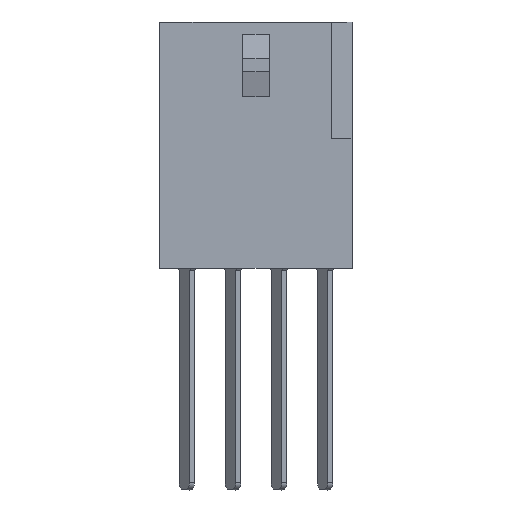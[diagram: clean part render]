
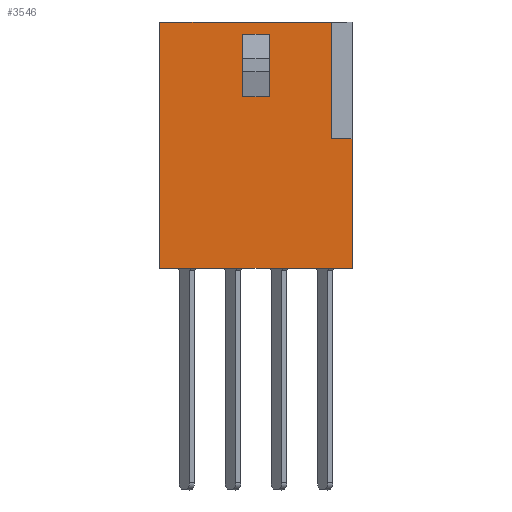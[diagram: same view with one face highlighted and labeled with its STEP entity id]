
A CAD part, top view. The second image highlights one B-rep face of the part: STEP entity #3546.
In plain terms, the highlighted planar face has unit normal (0, 0, 1).
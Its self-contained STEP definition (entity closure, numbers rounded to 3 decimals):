
#31 = CARTESIAN_POINT ( 'NONE',  ( 14.211, 0., 2.54 ) ) ;
#126 = VECTOR ( 'NONE', #1969, 1000. ) ;
#151 = DIRECTION ( 'NONE',  ( 0., 1., 0. ) ) ;
#157 = CARTESIAN_POINT ( 'NONE',  ( 7.087, 8.991, 2.54 ) ) ;
#341 = VECTOR ( 'NONE', #3601, 1000. ) ;
#421 = VECTOR ( 'NONE', #151, 1000. ) ;
#660 = PLANE ( 'NONE',  #6318 ) ;
#856 = DIRECTION ( 'NONE',  ( -1., 0., 0. ) ) ;
#917 = CARTESIAN_POINT ( 'NONE',  ( 4.801, 3.608, 2.54 ) ) ;
#938 = CARTESIAN_POINT ( 'NONE',  ( 14.211, -11.176, 2.54 ) ) ;
#1014 = EDGE_CURVE ( 'NONE', #6174, #5553, #5901, .T. ) ;
#1064 = CARTESIAN_POINT ( 'NONE',  ( 4.801, 8.991, 2.54 ) ) ;
#1153 = EDGE_LOOP ( 'NONE', ( #3900, #1595, #3924, #5726 ) ) ;
#1198 = CARTESIAN_POINT ( 'NONE',  ( 9.32, 8.991, 2.54 ) ) ;
#1217 = DIRECTION ( 'NONE',  ( 1., 0., 0. ) ) ;
#1290 = VERTEX_POINT ( 'NONE', #938 ) ;
#1455 = LINE ( 'NONE', #2305, #421 ) ;
#1496 = VERTEX_POINT ( 'NONE', #157 ) ;
#1516 = CARTESIAN_POINT ( 'NONE',  ( -2.324, 10.033, 2.54 ) ) ;
#1589 = EDGE_CURVE ( 'NONE', #1949, #1290, #2017, .T. ) ;
#1592 = EDGE_CURVE ( 'NONE', #5416, #4173, #6744, .T. ) ;
#1595 = ORIENTED_EDGE ( 'NONE', *, *, #1592, .F. ) ;
#1631 = CARTESIAN_POINT ( 'NONE',  ( 12.408, 0., 2.54 ) ) ;
#1781 = DIRECTION ( 'NONE',  ( -1., 0., 0. ) ) ;
#1949 = VERTEX_POINT ( 'NONE', #3386 ) ;
#1969 = DIRECTION ( 'NONE',  ( 1., 0., 0. ) ) ;
#1970 = CARTESIAN_POINT ( 'NONE',  ( -2.324, 10.033, 2.54 ) ) ;
#2013 = DIRECTION ( 'NONE',  ( 1., 0., 0. ) ) ;
#2017 = LINE ( 'NONE', #3645, #4739 ) ;
#2144 = LINE ( 'NONE', #4604, #4704 ) ;
#2305 = CARTESIAN_POINT ( 'NONE',  ( 14.211, -11.176, 2.54 ) ) ;
#2326 = CARTESIAN_POINT ( 'NONE',  ( -2.324, -11.176, 2.54 ) ) ;
#2427 = EDGE_CURVE ( 'NONE', #2445, #4173, #6901, .T. ) ;
#2445 = VERTEX_POINT ( 'NONE', #2450 ) ;
#2449 = VECTOR ( 'NONE', #6828, 1000. ) ;
#2450 = CARTESIAN_POINT ( 'NONE',  ( 7.087, 3.608, 2.54 ) ) ;
#2507 = ORIENTED_EDGE ( 'NONE', *, *, #4882, .T. ) ;
#2739 = DIRECTION ( 'NONE',  ( 0., 1., 0. ) ) ;
#2989 = CARTESIAN_POINT ( 'NONE',  ( 4.801, 8.992, 2.54 ) ) ;
#3044 = CARTESIAN_POINT ( 'NONE',  ( 12.408, 48.54, 2.54 ) ) ;
#3150 = LINE ( 'NONE', #1198, #5937 ) ;
#3201 = EDGE_CURVE ( 'NONE', #6404, #5822, #3873, .T. ) ;
#3276 = VECTOR ( 'NONE', #3561, 1000. ) ;
#3292 = ORIENTED_EDGE ( 'NONE', *, *, #1014, .F. ) ;
#3386 = CARTESIAN_POINT ( 'NONE',  ( -2.324, -11.176, 2.54 ) ) ;
#3424 = FACE_OUTER_BOUND ( 'NONE', #5417, .T. ) ;
#3546 = ADVANCED_FACE ( 'NONE', ( #4192, #3424 ), #660, .T. ) ;
#3561 = DIRECTION ( 'NONE',  ( 0., -1., 0. ) ) ;
#3601 = DIRECTION ( 'NONE',  ( 1., 0., 0. ) ) ;
#3645 = CARTESIAN_POINT ( 'NONE',  ( -2.324, -11.176, 2.54 ) ) ;
#3657 = EDGE_CURVE ( 'NONE', #2445, #1496, #2144, .T. ) ;
#3873 = LINE ( 'NONE', #1516, #341 ) ;
#3900 = ORIENTED_EDGE ( 'NONE', *, *, #2427, .T. ) ;
#3909 = ORIENTED_EDGE ( 'NONE', *, *, #4097, .F. ) ;
#3924 = ORIENTED_EDGE ( 'NONE', *, *, #5536, .F. ) ;
#4013 = DIRECTION ( 'NONE',  ( 0., 0., 1. ) ) ;
#4041 = VECTOR ( 'NONE', #2739, 1000. ) ;
#4097 = EDGE_CURVE ( 'NONE', #5822, #6174, #4745, .T. ) ;
#4173 = VERTEX_POINT ( 'NONE', #917 ) ;
#4192 = FACE_BOUND ( 'NONE', #1153, .T. ) ;
#4461 = CARTESIAN_POINT ( 'NONE',  ( 12.408, 10.033, 2.54 ) ) ;
#4604 = CARTESIAN_POINT ( 'NONE',  ( 7.087, 8.992, 2.54 ) ) ;
#4704 = VECTOR ( 'NONE', #5195, 1000. ) ;
#4739 = VECTOR ( 'NONE', #2013, 1000. ) ;
#4745 = LINE ( 'NONE', #3044, #2449 ) ;
#4835 = EDGE_CURVE ( 'NONE', #1949, #6404, #4876, .T. ) ;
#4876 = LINE ( 'NONE', #6564, #4041 ) ;
#4882 = EDGE_CURVE ( 'NONE', #1290, #5553, #1455, .T. ) ;
#5195 = DIRECTION ( 'NONE',  ( 0., 1., 0. ) ) ;
#5297 = ORIENTED_EDGE ( 'NONE', *, *, #3201, .F. ) ;
#5416 = VERTEX_POINT ( 'NONE', #1064 ) ;
#5417 = EDGE_LOOP ( 'NONE', ( #3292, #3909, #5297, #6129, #5838, #2507 ) ) ;
#5536 = EDGE_CURVE ( 'NONE', #1496, #5416, #3150, .T. ) ;
#5553 = VERTEX_POINT ( 'NONE', #31 ) ;
#5726 = ORIENTED_EDGE ( 'NONE', *, *, #3657, .F. ) ;
#5738 = CARTESIAN_POINT ( 'NONE',  ( 9.32, 3.608, 2.54 ) ) ;
#5822 = VERTEX_POINT ( 'NONE', #4461 ) ;
#5838 = ORIENTED_EDGE ( 'NONE', *, *, #1589, .T. ) ;
#5901 = LINE ( 'NONE', #6819, #126 ) ;
#5937 = VECTOR ( 'NONE', #1781, 1000. ) ;
#6129 = ORIENTED_EDGE ( 'NONE', *, *, #4835, .F. ) ;
#6174 = VERTEX_POINT ( 'NONE', #1631 ) ;
#6318 = AXIS2_PLACEMENT_3D ( 'NONE', #2326, #4013, #1217 ) ;
#6404 = VERTEX_POINT ( 'NONE', #1970 ) ;
#6464 = VECTOR ( 'NONE', #856, 1000. ) ;
#6564 = CARTESIAN_POINT ( 'NONE',  ( -2.324, -11.176, 2.54 ) ) ;
#6744 = LINE ( 'NONE', #2989, #3276 ) ;
#6819 = CARTESIAN_POINT ( 'NONE',  ( -2.324, 0., 2.54 ) ) ;
#6828 = DIRECTION ( 'NONE',  ( 0., -1., 0. ) ) ;
#6901 = LINE ( 'NONE', #5738, #6464 ) ;
